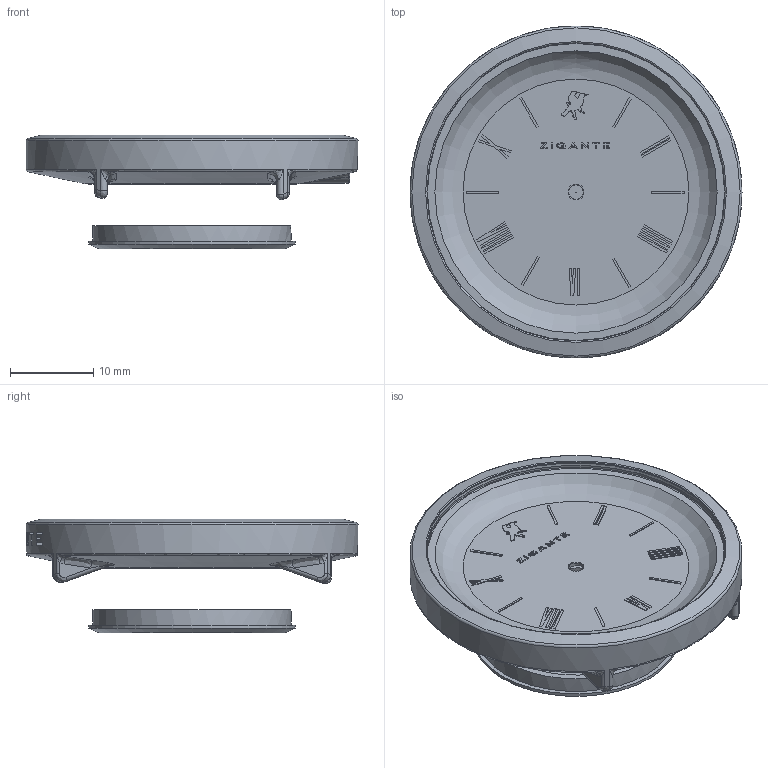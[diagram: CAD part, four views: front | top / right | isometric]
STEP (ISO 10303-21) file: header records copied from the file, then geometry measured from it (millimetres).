
FILE_DESCRIPTION(/* description */ (''),/* implementation_level */ '2;1');
FILE_NAME(/* name */ 'Boîtier - Homme 40 mm - Usinage v1.step',/* time_stamp */ '2019-11-26T13:19:14+01:00',/* author */ (''),/* organization */ (''),/* preprocessor_version */ 'ST-DEVELOPER v18',/* originating_system */ 'Autodesk Translation Framework v8.12.0.6',/* authorisation */ '');
FILE_SCHEMA (('AUTOMOTIVE_DESIGN { 1 0 10303 214 3 1 1 }'));
Length unit declared in the file: millimetre
Products named in the file (1): Boîtier - Homme 40 mm - Usinage
Bounding box: 40 x 40 x 13.72 mm (x, y, z)
Volume: 3707.6 mm3; surface area: 4989.7 mm2
Topology: 2 solids, 2 shells, 520 faces, 1369 edges, 887 vertices
Faces by surface type: plane 289, bspline 119, cylinder 85, torus 23, cone 4
Full cylindrical faces by diameter (mm): 0.001 x1, 1 x4, 1.718 x1, 2 x1, 22.37 x1, 23.283 x1, 23.908 x1, 24.934 x1, 36 x2, 40 x1
Entity records: 18400 total; most frequent: CARTESIAN_POINT 6302, ORIENTED_EDGE 2720, DIRECTION 2194, EDGE_CURVE 1360, VERTEX_POINT 887, LINE 790, VECTOR 790, AXIS2_PLACEMENT_3D 702
